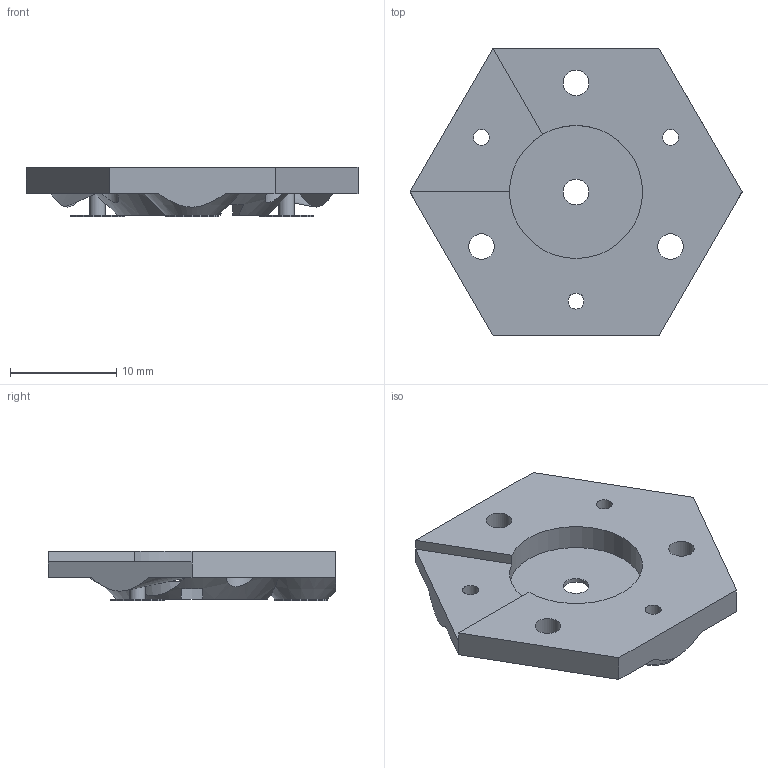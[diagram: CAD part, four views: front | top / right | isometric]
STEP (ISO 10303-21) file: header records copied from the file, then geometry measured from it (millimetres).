
FILE_DESCRIPTION(/* description */ ('','CAx-IF Rec.Pracs.---Representation and Presentation of Product Manufacturing Information (PMI)---4.0---2014-10-13'),/* implementation_level */ '2;1');
FILE_NAME(/* name */ 'bracketWithScrew v17.step',/* time_stamp */ '2025-03-31T08:35:36+02:00',/* author */ (''),/* organization */ (''),/* preprocessor_version */ 'ST-DEVELOPER v20',/* originating_system */ 'Autodesk Translation Framework v13.20.0.188',/* authorisation */ '');
FILE_SCHEMA (('AP242_MANAGED_MODEL_BASED_3D_ENGINEERING_MIM_LF { 1 0 10303 442 1 1 4 }'));
Length unit declared in the file: millimetre
Products named in the file (1): bracketWithScrew
Bounding box: 31.18 x 27 x 4.65 mm (x, y, z)
Volume: 1538.8 mm3; surface area: 1826.2 mm2
Topology: 1 solids, 1 shells, 52 faces, 145 edges, 95 vertices
Faces by surface type: plane 33, cylinder 15, cone 4
Full cylindrical faces by diameter (mm): 1.5 x3, 2.4 x4, 4 x3, 5 x3, 12 x1, 12.5 x1
Entity records: 1822 total; most frequent: CARTESIAN_POINT 402, DIRECTION 294, ORIENTED_EDGE 290, EDGE_CURVE 145, AXIS2_PLACEMENT_3D 114, VERTEX_POINT 95, LINE 66, VECTOR 66
